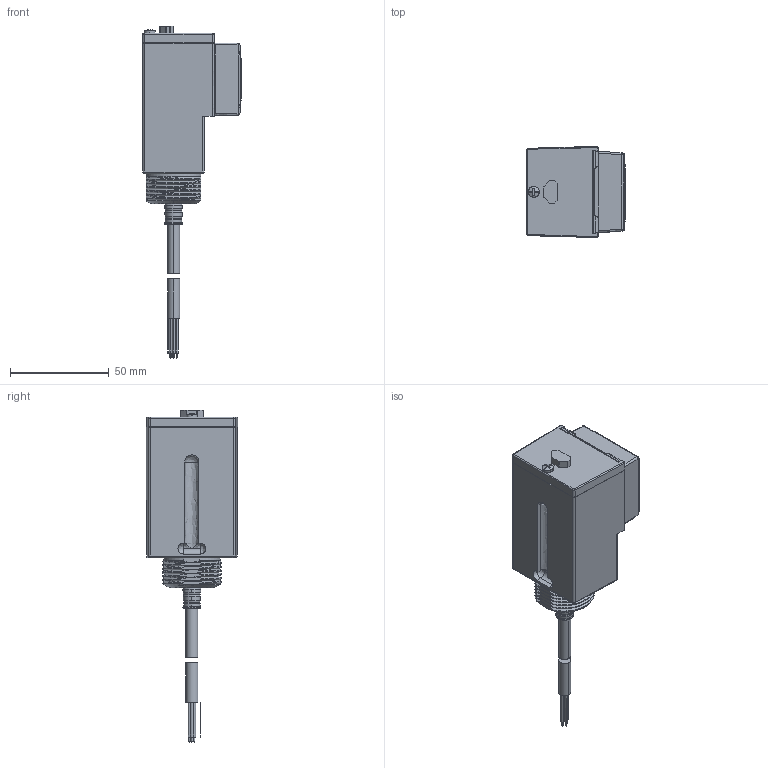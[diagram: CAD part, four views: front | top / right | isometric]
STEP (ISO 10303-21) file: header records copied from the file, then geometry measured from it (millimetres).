
FILE_DESCRIPTION( ('This file contains a STEP AP42 implementation' ,'as created by ZW3D STEP Interface translator.') ,'2;1' );
FILE_NAME( 'RP74-DXXXXX-CYXC4L2.stp' ,'21 114. 8 058', (''), ('ZWCAD Software Co.'), 'Version 1.0', 'ZW3D to STEP translator', '' );
FILE_SCHEMA(('AUTOMOTIVE_DESIGN'));
Length unit declared in the file: millimetre
Products named in the file (2): 0; RP74-DXXXXX-CYXC4L2
Bounding box: 49.6 x 46.09 x 167.7 mm (x, y, z)
Volume: 134838.5 mm3; surface area: 22926.3 mm2
Topology: 3 solids, 5 shells, 314 faces, 790 edges, 487 vertices
Faces by surface type: bspline 314
Entity records: 15519 total; most frequent: CARTESIAN_POINT 10709, ORIENTED_EDGE 1552, EDGE_CURVE 778, B_SPLINE_CURVE_WITH_KNOTS 537, VERTEX_POINT 487, EDGE_LOOP 329, FACE_OUTER_BOUND 314, ADVANCED_FACE 314
